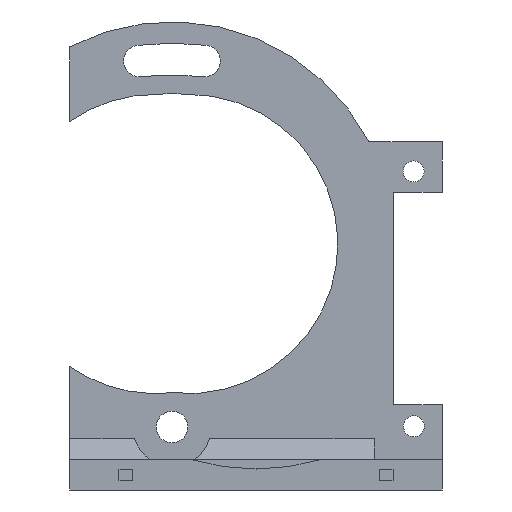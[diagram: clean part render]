
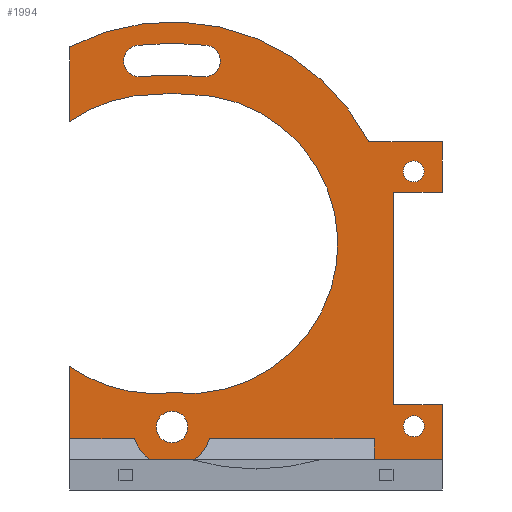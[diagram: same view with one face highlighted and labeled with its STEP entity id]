
A CAD part, left-side view. The second image highlights one B-rep face of the part: STEP entity #1994.
In plain terms, the highlighted planar face has unit normal (-1, 0, 0).
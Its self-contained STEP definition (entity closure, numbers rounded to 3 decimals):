
#41=FACE_BOUND('',#305,.T.);
#42=FACE_BOUND('',#306,.T.);
#43=FACE_BOUND('',#307,.T.);
#44=FACE_BOUND('',#308,.T.);
#97=PLANE('',#2139);
#184=FACE_OUTER_BOUND('',#304,.T.);
#304=EDGE_LOOP('',(#1689,#1690,#1691,#1692,#1693,#1694,#1695,#1696,#1697,
#1698,#1699,#1700,#1701,#1702,#1703,#1704,#1705,#1706,#1707));
#305=EDGE_LOOP('',(#1708));
#306=EDGE_LOOP('',(#1709));
#307=EDGE_LOOP('',(#1710,#1711,#1712,#1713));
#308=EDGE_LOOP('',(#1714));
#392=CIRCLE('',#2133,3.75);
#393=CIRCLE('',#2140,21.095);
#394=CIRCLE('',#2141,14.25);
#395=CIRCLE('',#2142,14.25);
#396=CIRCLE('',#2143,14.25);
#397=CIRCLE('',#2144,14.25);
#398=CIRCLE('',#2145,14.25);
#399=CIRCLE('',#2146,1.5);
#400=CIRCLE('',#2147,1.);
#401=CIRCLE('',#2148,35.);
#402=CIRCLE('',#2149,1.5);
#403=CIRCLE('',#2150,34.25);
#404=CIRCLE('',#2151,1.5);
#405=CIRCLE('',#2152,1.);
#547=LINE('',#3100,#765);
#561=LINE('',#3134,#779);
#564=LINE('',#3139,#782);
#565=LINE('',#3142,#783);
#569=LINE('',#3149,#787);
#570=LINE('',#3152,#788);
#571=LINE('',#3154,#789);
#572=LINE('',#3156,#790);
#573=LINE('',#3158,#791);
#574=LINE('',#3160,#792);
#575=LINE('',#3162,#793);
#576=LINE('',#3166,#794);
#765=VECTOR('',#2522,10.);
#779=VECTOR('',#2548,10.);
#782=VECTOR('',#2553,10.);
#783=VECTOR('',#2556,10.);
#787=VECTOR('',#2562,10.);
#788=VECTOR('',#2565,10.);
#789=VECTOR('',#2566,10.);
#790=VECTOR('',#2567,10.);
#791=VECTOR('',#2568,10.);
#792=VECTOR('',#2569,10.);
#793=VECTOR('',#2570,10.);
#794=VECTOR('',#2573,10.);
#970=VERTEX_POINT('',#3097);
#971=VERTEX_POINT('',#3099);
#983=VERTEX_POINT('',#3127);
#984=VERTEX_POINT('',#3129);
#985=VERTEX_POINT('',#3133);
#986=VERTEX_POINT('',#3137);
#987=VERTEX_POINT('',#3141);
#990=VERTEX_POINT('',#3151);
#991=VERTEX_POINT('',#3153);
#992=VERTEX_POINT('',#3155);
#993=VERTEX_POINT('',#3157);
#994=VERTEX_POINT('',#3159);
#995=VERTEX_POINT('',#3161);
#996=VERTEX_POINT('',#3163);
#997=VERTEX_POINT('',#3165);
#998=VERTEX_POINT('',#3167);
#999=VERTEX_POINT('',#3169);
#1000=VERTEX_POINT('',#3171);
#1001=VERTEX_POINT('',#3173);
#1002=VERTEX_POINT('',#3176);
#1003=VERTEX_POINT('',#3178);
#1004=VERTEX_POINT('',#3180);
#1005=VERTEX_POINT('',#3181);
#1006=VERTEX_POINT('',#3183);
#1007=VERTEX_POINT('',#3185);
#1008=VERTEX_POINT('',#3188);
#1212=EDGE_CURVE('',#971,#970,#547,.T.);
#1227=EDGE_CURVE('',#983,#984,#392,.T.);
#1229=EDGE_CURVE('',#984,#985,#561,.T.);
#1232=EDGE_CURVE('',#986,#983,#564,.T.);
#1233=EDGE_CURVE('',#985,#987,#565,.T.);
#1237=EDGE_CURVE('',#971,#986,#569,.T.);
#1238=EDGE_CURVE('',#970,#990,#570,.T.);
#1239=EDGE_CURVE('',#990,#991,#571,.T.);
#1240=EDGE_CURVE('',#991,#992,#572,.T.);
#1241=EDGE_CURVE('',#993,#992,#573,.T.);
#1242=EDGE_CURVE('',#993,#994,#574,.T.);
#1243=EDGE_CURVE('',#994,#995,#575,.T.);
#1244=EDGE_CURVE('',#996,#995,#393,.T.);
#1245=EDGE_CURVE('',#997,#996,#576,.T.);
#1246=EDGE_CURVE('',#997,#998,#394,.T.);
#1247=EDGE_CURVE('',#998,#999,#395,.T.);
#1248=EDGE_CURVE('',#999,#1000,#396,.T.);
#1249=EDGE_CURVE('',#1000,#1001,#397,.T.);
#1250=EDGE_CURVE('',#1001,#987,#398,.T.);
#1251=EDGE_CURVE('',#1002,#1002,#399,.T.);
#1252=EDGE_CURVE('',#1003,#1003,#400,.T.);
#1253=EDGE_CURVE('',#1004,#1005,#401,.T.);
#1254=EDGE_CURVE('',#1006,#1004,#402,.T.);
#1255=EDGE_CURVE('',#1007,#1006,#403,.T.);
#1256=EDGE_CURVE('',#1005,#1007,#404,.T.);
#1257=EDGE_CURVE('',#1008,#1008,#405,.T.);
#1689=ORIENTED_EDGE('',*,*,#1227,.F.);
#1690=ORIENTED_EDGE('',*,*,#1232,.F.);
#1691=ORIENTED_EDGE('',*,*,#1237,.F.);
#1692=ORIENTED_EDGE('',*,*,#1212,.T.);
#1693=ORIENTED_EDGE('',*,*,#1238,.T.);
#1694=ORIENTED_EDGE('',*,*,#1239,.T.);
#1695=ORIENTED_EDGE('',*,*,#1240,.T.);
#1696=ORIENTED_EDGE('',*,*,#1241,.F.);
#1697=ORIENTED_EDGE('',*,*,#1242,.T.);
#1698=ORIENTED_EDGE('',*,*,#1243,.T.);
#1699=ORIENTED_EDGE('',*,*,#1244,.F.);
#1700=ORIENTED_EDGE('',*,*,#1245,.F.);
#1701=ORIENTED_EDGE('',*,*,#1246,.T.);
#1702=ORIENTED_EDGE('',*,*,#1247,.T.);
#1703=ORIENTED_EDGE('',*,*,#1248,.T.);
#1704=ORIENTED_EDGE('',*,*,#1249,.T.);
#1705=ORIENTED_EDGE('',*,*,#1250,.T.);
#1706=ORIENTED_EDGE('',*,*,#1233,.F.);
#1707=ORIENTED_EDGE('',*,*,#1229,.F.);
#1708=ORIENTED_EDGE('',*,*,#1251,.F.);
#1709=ORIENTED_EDGE('',*,*,#1252,.F.);
#1710=ORIENTED_EDGE('',*,*,#1253,.F.);
#1711=ORIENTED_EDGE('',*,*,#1254,.F.);
#1712=ORIENTED_EDGE('',*,*,#1255,.F.);
#1713=ORIENTED_EDGE('',*,*,#1256,.F.);
#1714=ORIENTED_EDGE('',*,*,#1257,.F.);
#1994=ADVANCED_FACE('',(#184,#41,#42,#43,#44),#97,.F.);
#2133=AXIS2_PLACEMENT_3D('',#3130,#2542,#2543);
#2139=AXIS2_PLACEMENT_3D('',#3150,#2563,#2564);
#2140=AXIS2_PLACEMENT_3D('',#3164,#2571,#2572);
#2141=AXIS2_PLACEMENT_3D('',#3168,#2574,#2575);
#2142=AXIS2_PLACEMENT_3D('',#3170,#2576,#2577);
#2143=AXIS2_PLACEMENT_3D('',#3172,#2578,#2579);
#2144=AXIS2_PLACEMENT_3D('',#3174,#2580,#2581);
#2145=AXIS2_PLACEMENT_3D('',#3175,#2582,#2583);
#2146=AXIS2_PLACEMENT_3D('',#3177,#2584,#2585);
#2147=AXIS2_PLACEMENT_3D('',#3179,#2586,#2587);
#2148=AXIS2_PLACEMENT_3D('',#3182,#2588,#2589);
#2149=AXIS2_PLACEMENT_3D('',#3184,#2590,#2591);
#2150=AXIS2_PLACEMENT_3D('',#3186,#2592,#2593);
#2151=AXIS2_PLACEMENT_3D('',#3187,#2594,#2595);
#2152=AXIS2_PLACEMENT_3D('',#3189,#2596,#2597);
#2522=DIRECTION('',(0.,-1.,0.));
#2542=DIRECTION('center_axis',(1.,0.,0.));
#2543=DIRECTION('ref_axis',(0.,1.,0.));
#2548=DIRECTION('',(0.,1.,0.));
#2553=DIRECTION('',(0.,1.,0.));
#2556=DIRECTION('',(0.,0.,1.));
#2562=DIRECTION('',(0.,0.,1.));
#2563=DIRECTION('center_axis',(1.,0.,0.));
#2564=DIRECTION('ref_axis',(0.,1.,0.));
#2565=DIRECTION('',(0.,0.,1.));
#2566=DIRECTION('',(0.,1.,0.));
#2567=DIRECTION('',(0.,0.,1.));
#2568=DIRECTION('',(0.,1.,0.));
#2569=DIRECTION('',(0.,0.,1.));
#2570=DIRECTION('',(0.,1.,0.));
#2571=DIRECTION('center_axis',(1.,0.,0.));
#2572=DIRECTION('ref_axis',(0.,1.,0.));
#2573=DIRECTION('',(0.,0.,1.));
#2574=DIRECTION('center_axis',(1.,0.,0.));
#2575=DIRECTION('ref_axis',(0.,1.,0.));
#2576=DIRECTION('center_axis',(1.,0.,0.));
#2577=DIRECTION('ref_axis',(0.,1.,0.));
#2578=DIRECTION('center_axis',(1.,0.,0.));
#2579=DIRECTION('ref_axis',(0.,1.,0.));
#2580=DIRECTION('center_axis',(1.,0.,0.));
#2581=DIRECTION('ref_axis',(0.,1.,0.));
#2582=DIRECTION('center_axis',(1.,0.,0.));
#2583=DIRECTION('ref_axis',(0.,1.,0.));
#2584=DIRECTION('center_axis',(-1.,0.,0.));
#2585=DIRECTION('ref_axis',(0.,1.,0.));
#2586=DIRECTION('center_axis',(-1.,0.,0.));
#2587=DIRECTION('ref_axis',(0.,1.,0.));
#2588=DIRECTION('center_axis',(-1.,0.,0.));
#2589=DIRECTION('ref_axis',(0.,0.089,0.996));
#2590=DIRECTION('center_axis',(-1.,0.,0.));
#2591=DIRECTION('ref_axis',(0.,1.,0.));
#2592=DIRECTION('center_axis',(1.,0.,0.));
#2593=DIRECTION('ref_axis',(0.,0.09,0.996));
#2594=DIRECTION('center_axis',(-1.,0.,0.));
#2595=DIRECTION('ref_axis',(0.,1.,0.));
#2596=DIRECTION('center_axis',(-1.,0.,0.));
#2597=DIRECTION('ref_axis',(0.,1.,0.));
#3097=CARTESIAN_POINT('',(-18.75,-17.75,2.9));
#3099=CARTESIAN_POINT('',(-18.75,-11.25,2.9));
#3100=CARTESIAN_POINT('',(-18.75,0.,2.9));
#3127=CARTESIAN_POINT('',(-18.75,4.415,4.9));
#3129=CARTESIAN_POINT('',(-18.75,11.585,4.9));
#3130=CARTESIAN_POINT('Origin',(-18.75,8.,6.));
#3133=CARTESIAN_POINT('',(-18.75,17.75,4.9));
#3134=CARTESIAN_POINT('',(-18.75,1.625,4.9));
#3137=CARTESIAN_POINT('',(-18.75,-11.25,4.9));
#3139=CARTESIAN_POINT('',(-18.75,1.625,4.9));
#3141=CARTESIAN_POINT('',(-18.75,17.75,11.777));
#3142=CARTESIAN_POINT('',(-18.75,17.75,2.9));
#3149=CARTESIAN_POINT('',(-18.75,-11.25,13.324));
#3150=CARTESIAN_POINT('Origin',(-18.75,0.,23.748));
#3151=CARTESIAN_POINT('',(-18.75,-17.75,8.1));
#3152=CARTESIAN_POINT('',(-18.75,-17.75,2.9));
#3153=CARTESIAN_POINT('',(-18.75,-13.095,8.1));
#3154=CARTESIAN_POINT('',(-18.75,-17.75,8.1));
#3155=CARTESIAN_POINT('',(-18.75,-13.095,28.336));
#3156=CARTESIAN_POINT('',(-18.75,-13.095,23.5));
#3157=CARTESIAN_POINT('',(-18.75,-17.75,28.336));
#3158=CARTESIAN_POINT('',(-18.75,-17.75,28.336));
#3159=CARTESIAN_POINT('',(-18.75,-17.75,33.173));
#3160=CARTESIAN_POINT('',(-18.75,-17.75,2.9));
#3161=CARTESIAN_POINT('',(-18.75,-10.747,33.173));
#3162=CARTESIAN_POINT('',(-18.75,-17.75,33.173));
#3163=CARTESIAN_POINT('',(-18.75,17.75,42.207));
#3164=CARTESIAN_POINT('Origin',(-18.75,8.,23.5));
#3165=CARTESIAN_POINT('',(-18.75,17.75,35.086));
#3166=CARTESIAN_POINT('',(-18.75,17.75,2.9));
#3167=CARTESIAN_POINT('',(-18.75,9.406,37.68));
#3168=CARTESIAN_POINT('Origin',(-18.75,9.55,23.431));
#3169=CARTESIAN_POINT('',(-18.75,6.594,37.68));
#3170=CARTESIAN_POINT('Origin',(-18.75,8.,23.5));
#3171=CARTESIAN_POINT('',(-18.75,7.856,9.251));
#3172=CARTESIAN_POINT('Origin',(-18.75,6.45,23.431));
#3173=CARTESIAN_POINT('',(-18.75,8.144,9.251));
#3174=CARTESIAN_POINT('Origin',(-18.75,8.,23.5));
#3175=CARTESIAN_POINT('Origin',(-18.75,9.55,23.431));
#3176=CARTESIAN_POINT('',(-18.75,6.5,6.));
#3177=CARTESIAN_POINT('Origin',(-18.75,8.,6.));
#3178=CARTESIAN_POINT('',(-18.75,-16.04,6.07));
#3179=CARTESIAN_POINT('Origin',(-18.75,-15.04,6.07));
#3180=CARTESIAN_POINT('',(-18.75,4.9,42.362));
#3181=CARTESIAN_POINT('',(-18.75,11.1,42.362));
#3182=CARTESIAN_POINT('Origin',(-18.75,8.,7.5));
#3183=CARTESIAN_POINT('',(-18.75,5.033,39.368));
#3184=CARTESIAN_POINT('Origin',(-18.75,4.9,40.862));
#3185=CARTESIAN_POINT('',(-18.75,11.1,39.362));
#3186=CARTESIAN_POINT('Origin',(-18.75,8.033,5.25));
#3187=CARTESIAN_POINT('Origin',(-18.75,11.1,40.862));
#3188=CARTESIAN_POINT('',(-18.75,-16.013,30.336));
#3189=CARTESIAN_POINT('Origin',(-18.75,-15.013,30.336));
